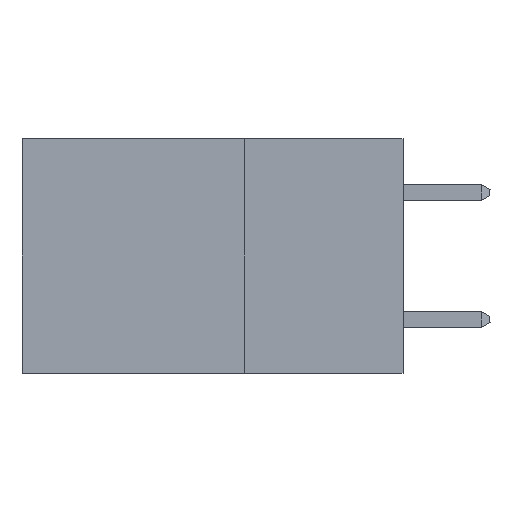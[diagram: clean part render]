
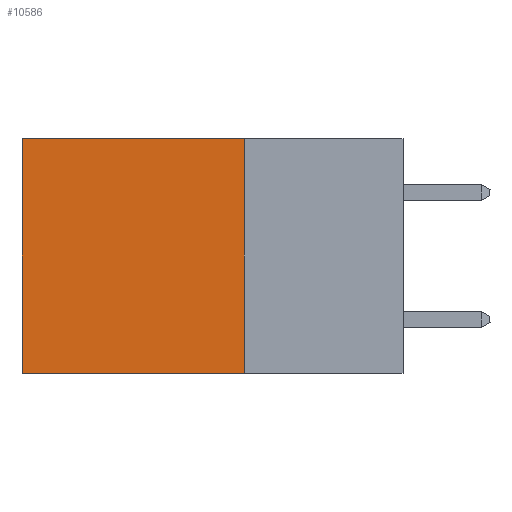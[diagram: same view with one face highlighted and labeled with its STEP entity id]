
A CAD part, left-side view. The second image highlights one B-rep face of the part: STEP entity #10586.
In plain terms, the highlighted planar face has unit normal (-1, 0, 0).
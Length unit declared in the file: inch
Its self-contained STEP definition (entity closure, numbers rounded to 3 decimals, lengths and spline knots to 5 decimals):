
#636 = VERTEX_POINT ( 'NONE', #12233 ) ;
#774 = EDGE_CURVE ( 'NONE', #3639, #18259, #9319, .T. ) ;
#2219 = AXIS2_PLACEMENT_3D ( 'NONE', #4367, #9410, #26807 ) ;
#2618 = VECTOR ( 'NONE', #29910, 39.37008 ) ;
#3639 = VERTEX_POINT ( 'NONE', #19998 ) ;
#4367 = CARTESIAN_POINT ( 'NONE',  ( 0.2875, 0.25, 0. ) ) ;
#5225 = VERTEX_POINT ( 'NONE', #19830 ) ;
#5264 = DIRECTION ( 'NONE',  ( 0., 1., 0. ) ) ;
#5565 = VECTOR ( 'NONE', #5264, 39.37008 ) ;
#5906 = ORIENTED_EDGE ( 'NONE', *, *, #5942, .T. ) ;
#5942 = EDGE_CURVE ( 'NONE', #3639, #636, #6316, .T. ) ;
#6316 = LINE ( 'NONE', #22716, #5565 ) ;
#7662 = FACE_OUTER_BOUND ( 'NONE', #14201, .T. ) ;
#9319 = LINE ( 'NONE', #29427, #2618 ) ;
#9410 = DIRECTION ( 'NONE',  ( 1., 0., 0. ) ) ;
#9911 = ORIENTED_EDGE ( 'NONE', *, *, #13271, .T. ) ;
#10586 = ADVANCED_FACE ( 'NONE', ( #7662 ), #24316, .F. ) ;
#12114 = CARTESIAN_POINT ( 'NONE',  ( 0.2875, 0.6, 0. ) ) ;
#12233 = CARTESIAN_POINT ( 'NONE',  ( 0.2875, 0.6, 0. ) ) ;
#13271 = EDGE_CURVE ( 'NONE', #636, #5225, #22253, .T. ) ;
#14201 = EDGE_LOOP ( 'NONE', ( #9911, #27834, #22076, #5906 ) ) ;
#14418 = DIRECTION ( 'NONE',  ( 0., 1., 0. ) ) ;
#14921 = EDGE_CURVE ( 'NONE', #18259, #5225, #18672, .T. ) ;
#17094 = VECTOR ( 'NONE', #14418, 39.37008 ) ;
#18259 = VERTEX_POINT ( 'NONE', #29933 ) ;
#18672 = LINE ( 'NONE', #26826, #17094 ) ;
#19830 = CARTESIAN_POINT ( 'NONE',  ( 0.2875, 0.6, -0.37 ) ) ;
#19998 = CARTESIAN_POINT ( 'NONE',  ( 0.2875, 0.25, 0. ) ) ;
#22076 = ORIENTED_EDGE ( 'NONE', *, *, #774, .F. ) ;
#22253 = LINE ( 'NONE', #12114, #28042 ) ;
#22716 = CARTESIAN_POINT ( 'NONE',  ( 0.2875, 0.25, 0. ) ) ;
#24316 = PLANE ( 'NONE',  #2219 ) ;
#26807 = DIRECTION ( 'NONE',  ( 0., 0., -1. ) ) ;
#26826 = CARTESIAN_POINT ( 'NONE',  ( 0.2875, 0.25, -0.37 ) ) ;
#27834 = ORIENTED_EDGE ( 'NONE', *, *, #14921, .F. ) ;
#28042 = VECTOR ( 'NONE', #29455, 39.37008 ) ;
#29427 = CARTESIAN_POINT ( 'NONE',  ( 0.2875, 0.25, 0. ) ) ;
#29455 = DIRECTION ( 'NONE',  ( 0., 0., -1. ) ) ;
#29910 = DIRECTION ( 'NONE',  ( 0., 0., -1. ) ) ;
#29933 = CARTESIAN_POINT ( 'NONE',  ( 0.2875, 0.25, -0.37 ) ) ;
